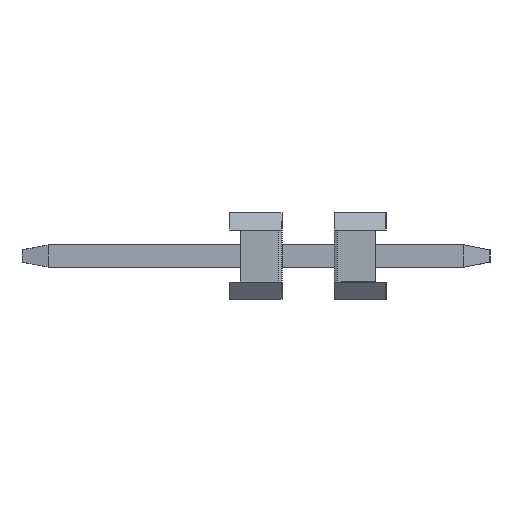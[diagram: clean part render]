
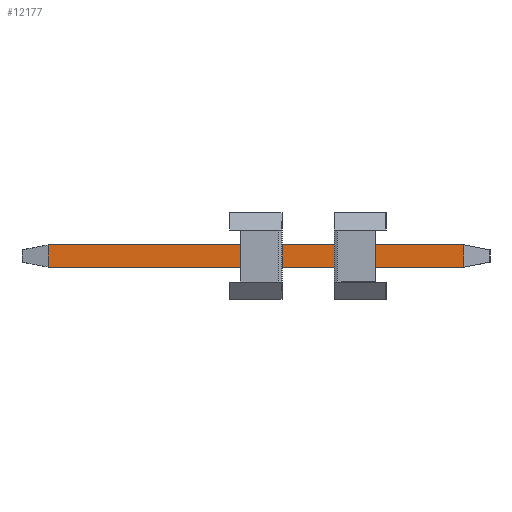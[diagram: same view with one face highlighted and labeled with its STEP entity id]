
A CAD part, left-side view. The second image highlights one B-rep face of the part: STEP entity #12177.
In plain terms, the highlighted planar face has unit normal (-1, 0, 0).
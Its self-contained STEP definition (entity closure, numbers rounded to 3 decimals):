
#11938=CARTESIAN_POINT('',(25.08,-2.25,-0.32));
#11939=VERTEX_POINT('',#11938);
#11969=CARTESIAN_POINT('',(25.08,9.75,-0.32));
#11970=VERTEX_POINT('',#11969);
#11971=CARTESIAN_POINT('',(25.08,-2.25,-0.32));
#11972=DIRECTION('',(0.,1.,0.));
#11973=VECTOR('',#11972,12.);
#11974=LINE('',#11971,#11973);
#11975=EDGE_CURVE('',#11939,#11970,#11974,.T.);
#12119=CARTESIAN_POINT('',(25.08,-2.25,0.32));
#12120=VERTEX_POINT('',#12119);
#12145=CARTESIAN_POINT('',(25.08,-2.25,0.32));
#12146=DIRECTION('',(0.,0.,-1.));
#12147=VECTOR('',#12146,0.64);
#12148=LINE('',#12145,#12147);
#12149=EDGE_CURVE('',#12120,#11939,#12148,.T.);
#12154=CARTESIAN_POINT('',(25.08,-3.,-0.32));
#12155=DIRECTION('',(0.,0.,1.));
#12156=DIRECTION('',(-1.,0.,0.));
#12157=AXIS2_PLACEMENT_3D('',#12154,#12156,#12155);
#12158=PLANE('',#12157);
#12159=ORIENTED_EDGE('',*,*,#11975,.F.);
#12160=ORIENTED_EDGE('',*,*,#12149,.F.);
#12161=CARTESIAN_POINT('',(25.08,9.75,0.32));
#12162=VERTEX_POINT('',#12161);
#12163=CARTESIAN_POINT('',(25.08,-2.25,0.32));
#12164=DIRECTION('',(0.,1.,0.));
#12165=VECTOR('',#12164,12.);
#12166=LINE('',#12163,#12165);
#12167=EDGE_CURVE('',#12120,#12162,#12166,.T.);
#12168=ORIENTED_EDGE('',*,*,#12167,.T.);
#12169=CARTESIAN_POINT('',(25.08,9.75,0.32));
#12170=DIRECTION('',(0.,0.,-1.));
#12171=VECTOR('',#12170,0.64);
#12172=LINE('',#12169,#12171);
#12173=EDGE_CURVE('',#12162,#11970,#12172,.T.);
#12174=ORIENTED_EDGE('',*,*,#12173,.T.);
#12175=EDGE_LOOP('',(#12159,#12160,#12168,#12174));
#12176=FACE_OUTER_BOUND('',#12175,.T.);
#12177=ADVANCED_FACE('',(#12176),#12158,.T.);
